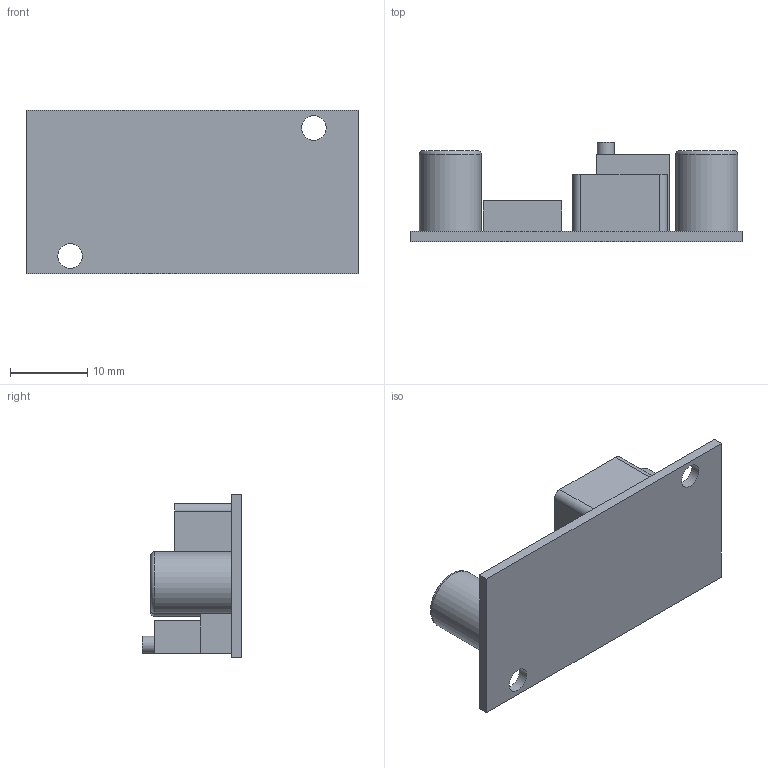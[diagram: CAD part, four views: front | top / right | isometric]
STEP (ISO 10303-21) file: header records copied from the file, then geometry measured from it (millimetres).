
FILE_DESCRIPTION(/* description */ (''),/* implementation_level */ '2;1');
FILE_NAME(/* name */ 'Power Buck Converter.stp',/* time_stamp */ '2022-05-13T11:05:21+01:00',/* author */ ('dech3'),/* organization */ (''),/* preprocessor_version */ 'ST-DEVELOPER v18.1',/* originating_system */ 'Autodesk Inventor 2022',/* authorisation */ '');
FILE_SCHEMA (('AUTOMOTIVE_DESIGN { 1 0 10303 214 3 1 1 }'));
Length unit declared in the file: millimetre
Products named in the file (1): Power Buck Converter
Bounding box: 43 x 12.92 x 21.2 mm (x, y, z)
Volume: 4239.4 mm3; surface area: 3318.4 mm2
Topology: 1 solids, 1 shells, 35 faces, 81 edges, 54 vertices
Faces by surface type: plane 24, cylinder 9, torus 2
Full cylindrical faces by diameter (mm): 2.25 x1, 3.18 x2, 8 x2
Entity records: 1116 total; most frequent: DIRECTION 177, CARTESIAN_POINT 171, ORIENTED_EDGE 162, EDGE_CURVE 81, AXIS2_PLACEMENT_3D 60, LINE 57, VECTOR 57, VERTEX_POINT 54
